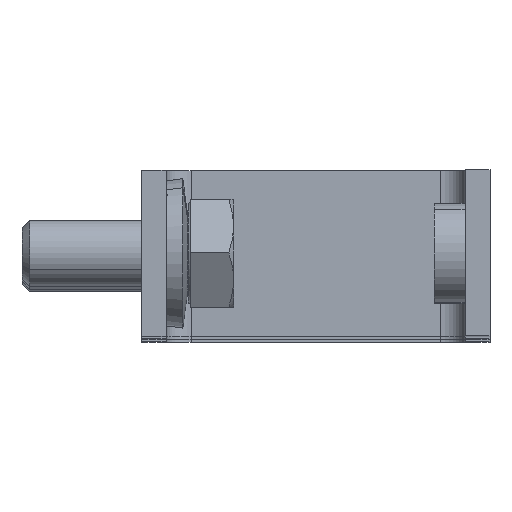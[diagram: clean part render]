
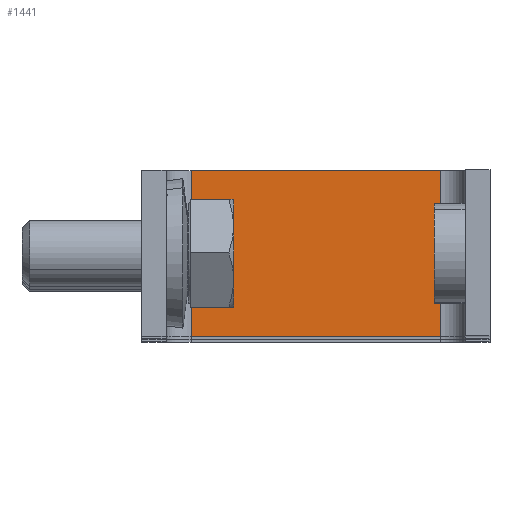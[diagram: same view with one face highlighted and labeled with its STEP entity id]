
A CAD part, top view. The second image highlights one B-rep face of the part: STEP entity #1441.
In plain terms, the highlighted planar face has unit normal (0, 0, 1).
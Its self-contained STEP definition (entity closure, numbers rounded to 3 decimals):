
#1414=AXIS2_PLACEMENT_3D('Plane Axis2P3D',#1411,#1412,#1413) ;
#1380=CARTESIAN_POINT('Vertex',(6.,10.,-19.5)) ;
#1396=CARTESIAN_POINT('Vertex',(6.,-10.,-19.5)) ;
#1399=CARTESIAN_POINT('Line Origine',(6.,0.,-19.5)) ;
#1411=CARTESIAN_POINT('Axis2P3D Location',(36.,0.,-19.5)) ;
#1416=CARTESIAN_POINT('Line Origine',(21.,10.,-19.5)) ;
#1420=CARTESIAN_POINT('Vertex',(36.,10.,-19.5)) ;
#1423=CARTESIAN_POINT('Line Origine',(21.,-10.,-19.5)) ;
#1427=CARTESIAN_POINT('Vertex',(36.,-10.,-19.5)) ;
#1430=CARTESIAN_POINT('Line Origine',(36.,0.,-19.5)) ;
#1400=DIRECTION('Vector Direction',(0.,1.,0.)) ;
#1412=DIRECTION('Axis2P3D Direction',(0.,0.,-1.)) ;
#1413=DIRECTION('Axis2P3D XDirection',(-1.,0.,0.)) ;
#1417=DIRECTION('Vector Direction',(-1.,0.,0.)) ;
#1424=DIRECTION('Vector Direction',(-1.,0.,0.)) ;
#1431=DIRECTION('Vector Direction',(0.,1.,0.)) ;
#1401=VECTOR('Line Direction',#1400,1.) ;
#1418=VECTOR('Line Direction',#1417,1.) ;
#1425=VECTOR('Line Direction',#1424,1.) ;
#1432=VECTOR('Line Direction',#1431,1.) ;
#1436=ORIENTED_EDGE('',*,*,#1422,.T.) ;
#1437=ORIENTED_EDGE('',*,*,#1403,.F.) ;
#1438=ORIENTED_EDGE('',*,*,#1429,.F.) ;
#1439=ORIENTED_EDGE('',*,*,#1434,.T.) ;
#1441=ADVANCED_FACE('Hauptkoerper nicht benutzen',(#1440),#1415,.F.) ;
#1403=EDGE_CURVE('',#1397,#1381,#1402,.T.) ;
#1422=EDGE_CURVE('',#1421,#1381,#1419,.T.) ;
#1429=EDGE_CURVE('',#1428,#1397,#1426,.T.) ;
#1434=EDGE_CURVE('',#1428,#1421,#1433,.T.) ;
#1435=EDGE_LOOP('',(#1436,#1437,#1438,#1439)) ;
#1440=FACE_OUTER_BOUND('',#1435,.T.) ;
#1402=LINE('Line',#1399,#1401) ;
#1419=LINE('Line',#1416,#1418) ;
#1426=LINE('Line',#1423,#1425) ;
#1433=LINE('Line',#1430,#1432) ;
#1415=PLANE('Plane',#1414) ;
#1381=VERTEX_POINT('',#1380) ;
#1397=VERTEX_POINT('',#1396) ;
#1421=VERTEX_POINT('',#1420) ;
#1428=VERTEX_POINT('',#1427) ;
